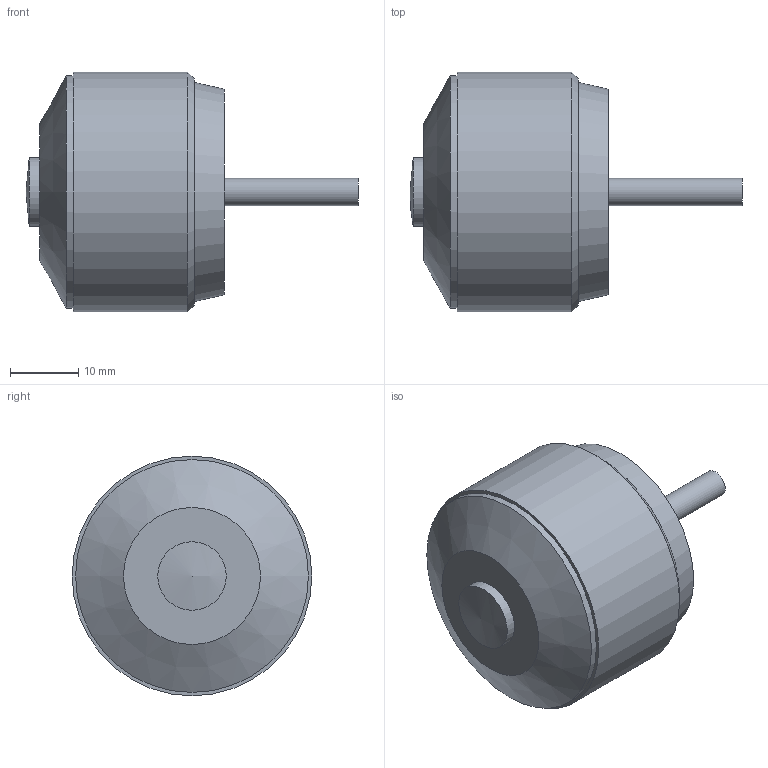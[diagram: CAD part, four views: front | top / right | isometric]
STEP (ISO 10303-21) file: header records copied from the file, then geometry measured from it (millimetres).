
FILE_DESCRIPTION(('STEP AP203'), '1');
FILE_NAME('SURPASS_HOBBY_2216_C2836(dribler_motor)', '2024-09-15T11:36:30', ('Ivan'), (''), 'C3D Converter', 'C3D Toolkit', '');
FILE_SCHEMA(('CONFIG_CONTROL_DESIGN'));
Length unit declared in the file: millimetre
Bounding box: 48.48 x 35 x 35 mm (x, y, z)
Volume: 23765.7 mm3; surface area: 4836.9 mm2
Topology: 1 solids, 1 shells, 21 faces, 41 edges, 25 vertices
Faces by surface type: cylinder 8, cone 7, plane 5, sphere 1
Full cylindrical faces by diameter (mm): 2.013 x4, 4 x1, 10 x1, 34 x1, 35 x1
Entity records: 622 total; most frequent: DIRECTION 84, CARTESIAN_POINT 62, AXIS2_PLACEMENT_3D 42, EDGE_LOOP 40, ORIENTED_EDGE 40, FACE_OUTER_BOUND 27, COLOUR_RGB 22, FILL_AREA_STYLE_COLOUR 22
